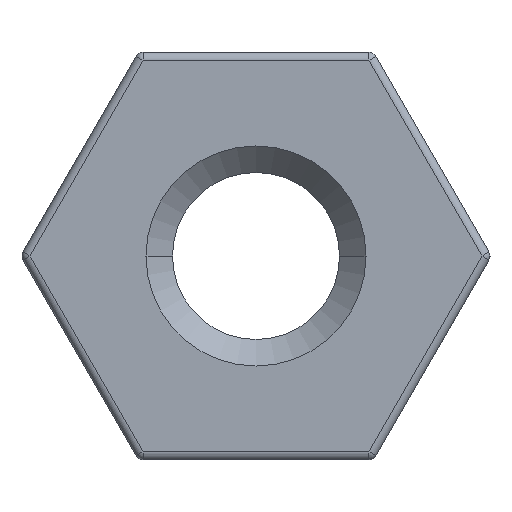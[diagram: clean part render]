
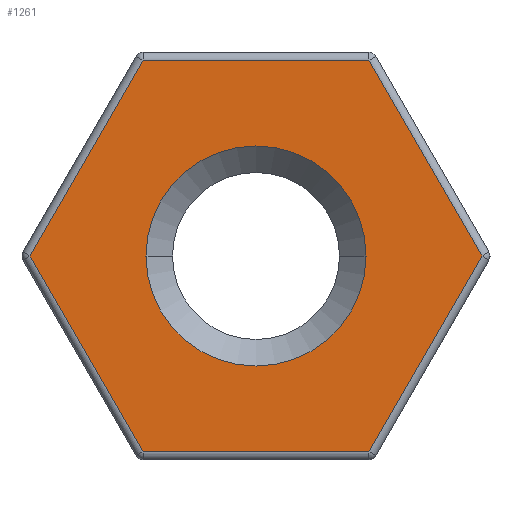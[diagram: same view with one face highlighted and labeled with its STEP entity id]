
A CAD part, left-side view. The second image highlights one B-rep face of the part: STEP entity #1261.
In plain terms, the highlighted planar face has unit normal (-1, 0, 0).
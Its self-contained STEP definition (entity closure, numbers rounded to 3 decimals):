
#11 = EDGE_CURVE ( 'NONE', #120, #960, #270, .T. ) ;
#16 = CARTESIAN_POINT ( 'NONE',  ( 0., -1.35, 0. ) ) ;
#20 = ORIENTED_EDGE ( 'NONE', *, *, #145, .T. ) ;
#28 = EDGE_CURVE ( 'NONE', #470, #120, #230, .T. ) ;
#45 = EDGE_CURVE ( 'NONE', #960, #1206, #1167, .T. ) ;
#54 = CARTESIAN_POINT ( 'NONE',  ( 0., 1.386, -2.4 ) ) ;
#60 = EDGE_CURVE ( 'NONE', #1206, #1073, #689, .T. ) ;
#100 = DIRECTION ( 'NONE',  ( 0., -1., 0. ) ) ;
#120 = VERTEX_POINT ( 'NONE', #506 ) ;
#145 = EDGE_CURVE ( 'NONE', #1073, #165, #816, .T. ) ;
#163 = EDGE_LOOP ( 'NONE', ( #20, #354, #387, #1063, #931, #254 ) ) ;
#165 = VERTEX_POINT ( 'NONE', #1242 ) ;
#180 = ORIENTED_EDGE ( 'NONE', *, *, #315, .T. ) ;
#230 = LINE ( 'NONE', #326, #1195 ) ;
#254 = ORIENTED_EDGE ( 'NONE', *, *, #60, .T. ) ;
#257 = CARTESIAN_POINT ( 'NONE',  ( 0., 0., 0. ) ) ;
#263 = CARTESIAN_POINT ( 'NONE',  ( 0., 1.35, 0. ) ) ;
#270 = LINE ( 'NONE', #835, #1214 ) ;
#282 = FACE_OUTER_BOUND ( 'NONE', #163, .T. ) ;
#315 = EDGE_CURVE ( 'NONE', #815, #555, #1103, .T. ) ;
#326 = CARTESIAN_POINT ( 'NONE',  ( 0., 2.078, 1.2 ) ) ;
#341 = DIRECTION ( 'NONE',  ( 0., 0.5, -0.866 ) ) ;
#344 = EDGE_CURVE ( 'NONE', #165, #470, #600, .T. ) ;
#354 = ORIENTED_EDGE ( 'NONE', *, *, #344, .T. ) ;
#361 = CARTESIAN_POINT ( 'NONE',  ( 0., 0., 0. ) ) ;
#387 = ORIENTED_EDGE ( 'NONE', *, *, #28, .T. ) ;
#402 = AXIS2_PLACEMENT_3D ( 'NONE', #718, #704, #709 ) ;
#436 = CARTESIAN_POINT ( 'NONE',  ( 0., 0., -2.4 ) ) ;
#447 = CARTESIAN_POINT ( 'NONE',  ( 0., -1.386, -2.4 ) ) ;
#452 = DIRECTION ( 'NONE',  ( 0., 1., 0. ) ) ;
#470 = VERTEX_POINT ( 'NONE', #1043 ) ;
#506 = CARTESIAN_POINT ( 'NONE',  ( 0., 2.771, 0. ) ) ;
#555 = VERTEX_POINT ( 'NONE', #263 ) ;
#600 = LINE ( 'NONE', #713, #1078 ) ;
#689 = LINE ( 'NONE', #930, #719 ) ;
#704 = DIRECTION ( 'NONE',  ( 1., 0., 0. ) ) ;
#709 = DIRECTION ( 'NONE',  ( 0., 1., 0. ) ) ;
#713 = CARTESIAN_POINT ( 'NONE',  ( 0., 0., 2.4 ) ) ;
#718 = CARTESIAN_POINT ( 'NONE',  ( 0., 0., 0. ) ) ;
#719 = VECTOR ( 'NONE', #953, 1000. ) ;
#746 = PLANE ( 'NONE',  #1124 ) ;
#754 = AXIS2_PLACEMENT_3D ( 'NONE', #361, #1021, #452 ) ;
#756 = VECTOR ( 'NONE', #1134, 1000. ) ;
#764 = FACE_BOUND ( 'NONE', #797, .T. ) ;
#797 = EDGE_LOOP ( 'NONE', ( #1207, #180 ) ) ;
#815 = VERTEX_POINT ( 'NONE', #16 ) ;
#816 = LINE ( 'NONE', #1014, #756 ) ;
#826 = CIRCLE ( 'NONE', #754, 1.35 ) ;
#835 = CARTESIAN_POINT ( 'NONE',  ( 0., 2.078, -1.2 ) ) ;
#871 = DIRECTION ( 'NONE',  ( 0., -0.5, -0.866 ) ) ;
#930 = CARTESIAN_POINT ( 'NONE',  ( 0., -2.078, -1.2 ) ) ;
#931 = ORIENTED_EDGE ( 'NONE', *, *, #45, .T. ) ;
#939 = DIRECTION ( 'NONE',  ( 0., 1., 0. ) ) ;
#946 = VECTOR ( 'NONE', #100, 1000. ) ;
#953 = DIRECTION ( 'NONE',  ( 0., -0.5, 0.866 ) ) ;
#960 = VERTEX_POINT ( 'NONE', #54 ) ;
#980 = DIRECTION ( 'NONE',  ( 0., 1., 0. ) ) ;
#984 = CARTESIAN_POINT ( 'NONE',  ( 0., -2.771, 0. ) ) ;
#1014 = CARTESIAN_POINT ( 'NONE',  ( 0., -2.078, 1.2 ) ) ;
#1021 = DIRECTION ( 'NONE',  ( 1., 0., 0. ) ) ;
#1043 = CARTESIAN_POINT ( 'NONE',  ( 0., 1.386, 2.4 ) ) ;
#1063 = ORIENTED_EDGE ( 'NONE', *, *, #11, .T. ) ;
#1073 = VERTEX_POINT ( 'NONE', #984 ) ;
#1078 = VECTOR ( 'NONE', #980, 1000. ) ;
#1103 = CIRCLE ( 'NONE', #402, 1.35 ) ;
#1124 = AXIS2_PLACEMENT_3D ( 'NONE', #257, #1188, #939 ) ;
#1134 = DIRECTION ( 'NONE',  ( 0., 0.5, 0.866 ) ) ;
#1167 = LINE ( 'NONE', #436, #946 ) ;
#1188 = DIRECTION ( 'NONE',  ( 1., 0., 0. ) ) ;
#1195 = VECTOR ( 'NONE', #341, 1000. ) ;
#1206 = VERTEX_POINT ( 'NONE', #447 ) ;
#1207 = ORIENTED_EDGE ( 'NONE', *, *, #1221, .T. ) ;
#1214 = VECTOR ( 'NONE', #871, 1000. ) ;
#1221 = EDGE_CURVE ( 'NONE', #555, #815, #826, .T. ) ;
#1242 = CARTESIAN_POINT ( 'NONE',  ( 0., -1.386, 2.4 ) ) ;
#1261 = ADVANCED_FACE ( 'NONE', ( #282, #764 ), #746, .F. ) ;
